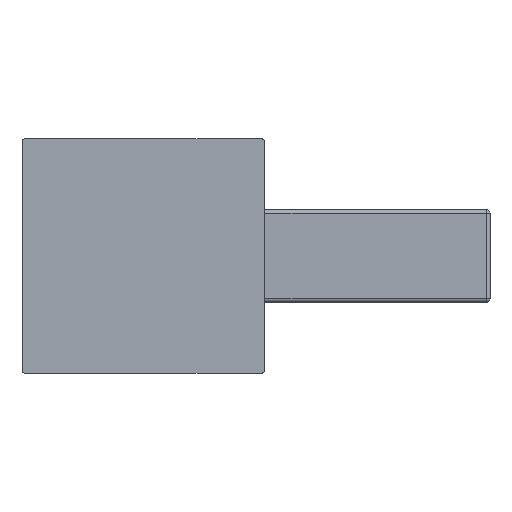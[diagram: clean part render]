
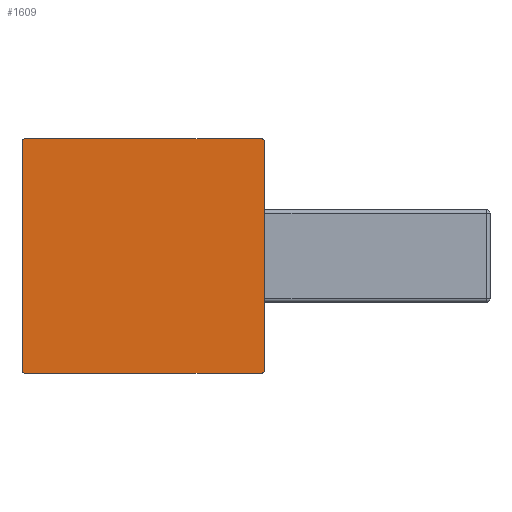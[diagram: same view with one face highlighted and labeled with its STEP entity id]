
A CAD part, front view. The second image highlights one B-rep face of the part: STEP entity #1609.
In plain terms, the highlighted planar face has unit normal (0, -1, 0).
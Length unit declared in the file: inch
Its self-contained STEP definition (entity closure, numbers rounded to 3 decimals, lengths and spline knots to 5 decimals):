
#464=CARTESIAN_POINT('',(-1.02,0.,0.985));
#465=DIRECTION('',(0.,-1.,0.));
#466=DIRECTION('',(0.,0.,1.));
#467=AXIS2_PLACEMENT_3D('',#464,#465,#466);
#469=DIRECTION('',(1.,0.,0.));
#470=VECTOR('',#469,2.04);
#471=CARTESIAN_POINT('',(-1.02,0.,1.015));
#472=LINE('',#471,#470);
#473=CARTESIAN_POINT('',(1.02,0.,0.985));
#474=DIRECTION('',(0.,-1.,0.));
#475=DIRECTION('',(1.,0.,0.));
#476=AXIS2_PLACEMENT_3D('',#473,#474,#475);
#478=DIRECTION('',(0.,0.,-1.));
#479=VECTOR('',#478,1.97);
#480=CARTESIAN_POINT('',(1.05,0.,0.985));
#481=LINE('',#480,#479);
#482=CARTESIAN_POINT('',(1.02,0.,-0.985));
#483=DIRECTION('',(0.,-1.,0.));
#484=DIRECTION('',(0.,0.,-1.));
#485=AXIS2_PLACEMENT_3D('',#482,#483,#484);
#487=DIRECTION('',(-1.,0.,0.));
#488=VECTOR('',#487,2.04);
#489=CARTESIAN_POINT('',(1.02,0.,-1.015));
#490=LINE('',#489,#488);
#491=CARTESIAN_POINT('',(-1.02,0.,-0.985));
#492=DIRECTION('',(0.,-1.,0.));
#493=DIRECTION('',(-1.,0.,0.));
#494=AXIS2_PLACEMENT_3D('',#491,#492,#493);
#496=DIRECTION('',(0.,0.,1.));
#497=VECTOR('',#496,1.97);
#498=CARTESIAN_POINT('',(-1.05,0.,-0.985));
#499=LINE('',#498,#497);
#690=CARTESIAN_POINT('',(-1.02,0.,1.015));
#691=CARTESIAN_POINT('',(-1.05,0.,0.985));
#692=VERTEX_POINT('',#690);
#693=VERTEX_POINT('',#691);
#694=CARTESIAN_POINT('',(-1.05,0.,-0.985));
#695=CARTESIAN_POINT('',(-1.02,0.,-1.015));
#696=VERTEX_POINT('',#694);
#697=VERTEX_POINT('',#695);
#698=CARTESIAN_POINT('',(1.02,0.,-1.015));
#699=CARTESIAN_POINT('',(1.05,0.,-0.985));
#700=VERTEX_POINT('',#698);
#701=VERTEX_POINT('',#699);
#702=CARTESIAN_POINT('',(1.05,0.,0.985));
#703=CARTESIAN_POINT('',(1.02,0.,1.015));
#704=VERTEX_POINT('',#702);
#705=VERTEX_POINT('',#703);
#1588=CARTESIAN_POINT('',(0.,0.,0.));
#1589=DIRECTION('',(0.,1.,0.));
#1590=DIRECTION('',(1.,0.,0.));
#1591=AXIS2_PLACEMENT_3D('',#1588,#1589,#1590);
#1592=PLANE('',#1591);
#1594=ORIENTED_EDGE('',*,*,#1593,.F.);
#1596=ORIENTED_EDGE('',*,*,#1595,.T.);
#1598=ORIENTED_EDGE('',*,*,#1597,.F.);
#1600=ORIENTED_EDGE('',*,*,#1599,.T.);
#1602=ORIENTED_EDGE('',*,*,#1601,.F.);
#1603=ORIENTED_EDGE('',*,*,#1580,.T.);
#1604=ORIENTED_EDGE('',*,*,#1569,.F.);
#1606=ORIENTED_EDGE('',*,*,#1605,.T.);
#1607=EDGE_LOOP('',(#1594,#1596,#1598,#1600,#1602,#1603,#1604,#1606));
#1608=FACE_OUTER_BOUND('',#1607,.F.);
#1609=ADVANCED_FACE('',(#1608),#1592,.F.);
#468=CIRCLE('',#467,0.03);
#477=CIRCLE('',#476,0.03);
#486=CIRCLE('',#485,0.03);
#495=CIRCLE('',#494,0.03);
#1569=EDGE_CURVE('',#696,#697,#495,.T.);
#1580=EDGE_CURVE('',#700,#697,#490,.T.);
#1593=EDGE_CURVE('',#692,#693,#468,.T.);
#1595=EDGE_CURVE('',#692,#705,#472,.T.);
#1597=EDGE_CURVE('',#704,#705,#477,.T.);
#1599=EDGE_CURVE('',#704,#701,#481,.T.);
#1601=EDGE_CURVE('',#700,#701,#486,.T.);
#1605=EDGE_CURVE('',#696,#693,#499,.T.);
